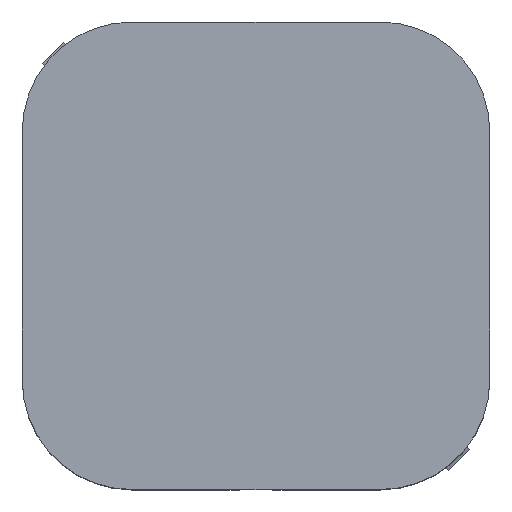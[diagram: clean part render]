
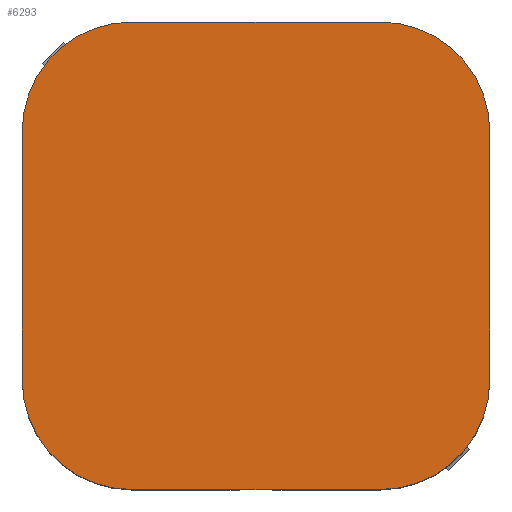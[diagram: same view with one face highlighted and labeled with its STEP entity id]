
A CAD part, top view. The second image highlights one B-rep face of the part: STEP entity #6293.
In plain terms, the highlighted planar face has unit normal (0, 0, 1).
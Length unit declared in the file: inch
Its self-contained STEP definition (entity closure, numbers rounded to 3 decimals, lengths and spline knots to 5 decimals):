
#2286=CARTESIAN_POINT('',(0.12992,-0.24409,0.40748));
#2287=VERTEX_POINT('',#2286);
#2294=CARTESIAN_POINT('',(-0.12992,-0.24409,0.40748));
#2295=VERTEX_POINT('',#2294);
#2296=CARTESIAN_POINT('',(0.12992,-0.24409,0.40748));
#2297=DIRECTION('',(-1.0,0.0,0.0));
#2298=VECTOR('',#2297,0.25984);
#2299=LINE('',#2296,#2298);
#2300=EDGE_CURVE('',#2287,#2295,#2299,.T.);
#2317=CARTESIAN_POINT('',(-0.24409,-0.12992,0.40748));
#2318=VERTEX_POINT('',#2317);
#2319=CARTESIAN_POINT('',(-0.12992,-0.12992,0.40748));
#2320=DIRECTION('',(0.0,0.0,-1.0));
#2321=DIRECTION('',(-0.707,-0.707,0.0));
#2322=AXIS2_PLACEMENT_3D('',#2319,#2320,#2321);
#2323=CIRCLE('',#2322,0.11417);
#2324=EDGE_CURVE('',#2295,#2318,#2323,.T.);
#2342=CARTESIAN_POINT('',(-0.24409,0.12992,0.40748));
#2343=VERTEX_POINT('',#2342);
#2352=CARTESIAN_POINT('',(-0.24409,-0.12992,0.40748));
#2353=DIRECTION('',(0.0,1.0,0.0));
#2354=VECTOR('',#2353,0.25984);
#2355=LINE('',#2352,#2354);
#2356=EDGE_CURVE('',#2318,#2343,#2355,.T.);
#2366=CARTESIAN_POINT('',(-0.12992,0.24409,0.40748));
#2367=VERTEX_POINT('',#2366);
#2368=CARTESIAN_POINT('',(-0.12992,0.12992,0.40748));
#2369=DIRECTION('',(0.0,0.0,-1.0));
#2370=DIRECTION('',(-0.707,0.707,0.0));
#2371=AXIS2_PLACEMENT_3D('',#2368,#2369,#2370);
#2372=CIRCLE('',#2371,0.11417);
#2373=EDGE_CURVE('',#2343,#2367,#2372,.T.);
#2394=CARTESIAN_POINT('',(0.12992,0.24409,0.40748));
#2395=VERTEX_POINT('',#2394);
#2396=CARTESIAN_POINT('',(-0.12992,0.24409,0.40748));
#2397=DIRECTION('',(1.0,0.0,0.0));
#2398=VECTOR('',#2397,0.25984);
#2399=LINE('',#2396,#2398);
#2400=EDGE_CURVE('',#2367,#2395,#2399,.T.);
#6245=CARTESIAN_POINT('',(0.24409,-0.12992,0.40748));
#6246=VERTEX_POINT('',#6245);
#6247=CARTESIAN_POINT('',(0.12992,-0.12992,0.40748));
#6248=DIRECTION('',(0.0,0.0,-1.0));
#6249=DIRECTION('',(0.707,-0.707,0.0));
#6250=AXIS2_PLACEMENT_3D('',#6247,#6248,#6249);
#6251=CIRCLE('',#6250,0.11417);
#6252=EDGE_CURVE('',#6246,#2287,#6251,.T.);
#6265=CARTESIAN_POINT('',(-0.2685,-0.2685,0.40748));
#6266=DIRECTION('',(0.0,0.0,1.0));
#6267=DIRECTION('',(1.0,0.0,0.0));
#6268=AXIS2_PLACEMENT_3D('',#6265,#6266,#6267);
#6269=PLANE('',#6268);
#6270=CARTESIAN_POINT('',(0.24409,0.12992,0.40748));
#6271=VERTEX_POINT('',#6270);
#6272=CARTESIAN_POINT('',(0.12992,0.12992,0.40748));
#6273=DIRECTION('',(0.0,0.0,-1.0));
#6274=DIRECTION('',(0.707,0.707,0.0));
#6275=AXIS2_PLACEMENT_3D('',#6272,#6273,#6274);
#6276=CIRCLE('',#6275,0.11417);
#6277=EDGE_CURVE('',#2395,#6271,#6276,.T.);
#6278=ORIENTED_EDGE('',*,*,#6277,.F.);
#6279=ORIENTED_EDGE('',*,*,#2400,.F.);
#6280=ORIENTED_EDGE('',*,*,#2373,.F.);
#6281=ORIENTED_EDGE('',*,*,#2356,.F.);
#6282=ORIENTED_EDGE('',*,*,#2324,.F.);
#6283=ORIENTED_EDGE('',*,*,#2300,.F.);
#6284=ORIENTED_EDGE('',*,*,#6252,.F.);
#6285=CARTESIAN_POINT('',(0.24409,0.12992,0.40748));
#6286=DIRECTION('',(0.0,-1.0,0.0));
#6287=VECTOR('',#6286,0.25984);
#6288=LINE('',#6285,#6287);
#6289=EDGE_CURVE('',#6271,#6246,#6288,.T.);
#6290=ORIENTED_EDGE('',*,*,#6289,.F.);
#6291=EDGE_LOOP('',(#6278,#6279,#6280,#6281,#6282,#6283,#6284,#6290));
#6292=FACE_OUTER_BOUND('',#6291,.T.);
#6293=ADVANCED_FACE('',(#6292),#6269,.T.);
